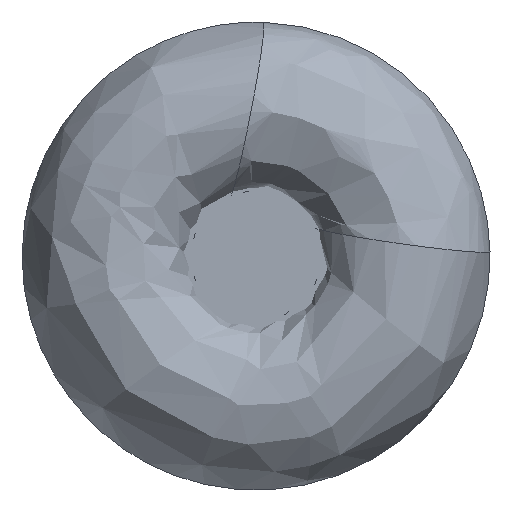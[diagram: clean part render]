
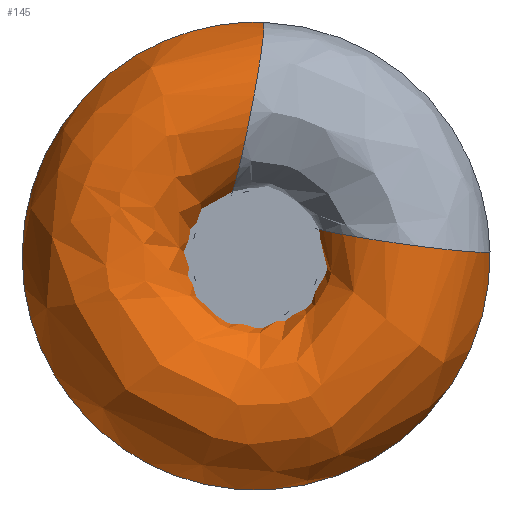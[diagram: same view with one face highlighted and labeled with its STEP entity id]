
A CAD part, left-side view. The second image highlights one B-rep face of the part: STEP entity #145.
In plain terms, the highlighted free-form (B-spline) face has degree [3, 3] with [7, 7] control points.
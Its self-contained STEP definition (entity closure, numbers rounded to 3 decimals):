
#145=ADVANCED_FACE('',(#160,#161),#158,.F.);
#158=(
BOUNDED_SURFACE()
B_SPLINE_SURFACE(3,3,((#341,#342,#343,#344,#345,#346,#347),(#348,#349,#350,
#351,#352,#353,#354),(#355,#356,#357,#358,#359,#360,#361),(#362,#363,#364,
#365,#366,#367,#368),(#369,#370,#371,#372,#373,#374,#375),(#376,#377,#378,
#379,#380,#381,#382),(#383,#384,#385,#386,#387,#388,#389)),
 .UNSPECIFIED.,.T.,.F.,.F.)
B_SPLINE_SURFACE_WITH_KNOTS((1,3,3,3,1),(4,3,4),(-0.5,0.,0.5,1.,1.5),(0.,
0.5,1.),.UNSPECIFIED.)
GEOMETRIC_REPRESENTATION_ITEM()
RATIONAL_B_SPLINE_SURFACE(((1.,0.58,0.58,1.,0.58,
0.58,1.),(0.333,0.193,0.193,
0.333,0.193,0.193,0.333),
(0.333,0.193,0.193,0.333,
0.193,0.193,0.333),(1.,0.58,
0.58,1.,0.58,0.58,1.),(0.333,
0.193,0.193,0.333,0.193,
0.193,0.333),(0.333,0.193,
0.193,0.333,0.193,0.193,
0.333),(1.,0.58,0.58,1.,0.58,
0.58,1.)))
REPRESENTATION_ITEM('')
SURFACE()
);
#160=FACE_BOUND('',#182,.T.);
#161=FACE_BOUND('',#183,.T.);
#182=EDGE_LOOP('',(#206));
#183=EDGE_LOOP('',(#207));
#206=ORIENTED_EDGE('',*,*,#242,.T.);
#207=ORIENTED_EDGE('',*,*,#243,.F.);
#230=VERTEX_POINT('',#338);
#231=VERTEX_POINT('',#340);
#242=EDGE_CURVE('',#230,#230,#254,.T.);
#243=EDGE_CURVE('',#231,#231,#255,.T.);
#254=CIRCLE('',#267,5.);
#255=CIRCLE('',#268,5.);
#267=AXIS2_PLACEMENT_3D('',#337,#291,#292);
#268=AXIS2_PLACEMENT_3D('',#339,#293,#294);
#291=DIRECTION('',(-0.052,0.98,0.19));
#292=DIRECTION('',(0.,-0.19,0.982));
#293=DIRECTION('',(-0.052,-0.139,0.989));
#294=DIRECTION('',(0.,-0.99,-0.139));
#337=CARTESIAN_POINT('',(4.993,0.538,8.084));
#338=CARTESIAN_POINT('',(4.993,-0.412,12.993));
#339=CARTESIAN_POINT('',(4.993,-8.046,0.955));
#340=CARTESIAN_POINT('',(4.993,-12.997,0.259));
#341=CARTESIAN_POINT('',(4.993,-12.997,0.259));
#342=CARTESIAN_POINT('',(4.993,-13.274,-13.604));
#343=CARTESIAN_POINT('',(4.993,-0.501,-19.));
#344=CARTESIAN_POINT('',(4.993,9.246,-9.138));
#345=CARTESIAN_POINT('',(4.993,18.993,0.724));
#346=CARTESIAN_POINT('',(4.993,13.447,13.433));
#347=CARTESIAN_POINT('',(4.993,-0.412,12.993));
#348=CARTESIAN_POINT('',(14.979,-13.07,0.777));
#349=CARTESIAN_POINT('',(14.979,-13.899,-13.163));
#350=CARTESIAN_POINT('',(14.979,-1.259,-19.102));
#351=CARTESIAN_POINT('',(14.979,8.942,-9.564));
#352=CARTESIAN_POINT('',(14.979,19.143,-0.026));
#353=CARTESIAN_POINT('',(14.979,14.067,12.984));
#354=CARTESIAN_POINT('',(14.979,0.102,13.093));
#355=CARTESIAN_POINT('',(14.979,-3.167,2.169));
#356=CARTESIAN_POINT('',(14.979,-5.481,-1.209));
#357=CARTESIAN_POINT('',(14.979,-3.201,-4.61));
#358=CARTESIAN_POINT('',(14.979,0.803,-3.754));
#359=CARTESIAN_POINT('',(14.979,4.807,-2.897));
#360=CARTESIAN_POINT('',(14.979,5.496,1.139));
#361=CARTESIAN_POINT('',(14.979,2.003,3.275));
#362=CARTESIAN_POINT('',(4.993,-3.094,1.651));
#363=CARTESIAN_POINT('',(4.993,-4.855,-1.65));
#364=CARTESIAN_POINT('',(4.993,-2.443,-4.509));
#365=CARTESIAN_POINT('',(4.993,1.107,-3.328));
#366=CARTESIAN_POINT('',(4.993,4.657,-2.147));
#367=CARTESIAN_POINT('',(4.993,4.876,1.587));
#368=CARTESIAN_POINT('',(4.993,1.489,3.176));
#369=CARTESIAN_POINT('',(-4.993,-3.022,1.133));
#370=CARTESIAN_POINT('',(-4.993,-4.23,-2.09));
#371=CARTESIAN_POINT('',(-4.993,-1.684,-4.407));
#372=CARTESIAN_POINT('',(-4.993,1.411,-2.902));
#373=CARTESIAN_POINT('',(-4.993,4.506,-1.397));
#374=CARTESIAN_POINT('',(-4.993,4.256,2.036));
#375=CARTESIAN_POINT('',(-4.993,0.975,3.076));
#376=CARTESIAN_POINT('',(-4.993,-12.924,-0.259));
#377=CARTESIAN_POINT('',(-4.993,-12.648,-14.045));
#378=CARTESIAN_POINT('',(-4.993,0.258,-18.899));
#379=CARTESIAN_POINT('',(-4.993,9.55,-8.712));
#380=CARTESIAN_POINT('',(-4.993,18.843,1.475));
#381=CARTESIAN_POINT('',(-4.993,12.827,13.881));
#382=CARTESIAN_POINT('',(-4.993,-0.926,12.894));
#383=CARTESIAN_POINT('',(4.993,-12.997,0.259));
#384=CARTESIAN_POINT('',(4.993,-13.274,-13.604));
#385=CARTESIAN_POINT('',(4.993,-0.501,-19.));
#386=CARTESIAN_POINT('',(4.993,9.246,-9.138));
#387=CARTESIAN_POINT('',(4.993,18.993,0.724));
#388=CARTESIAN_POINT('',(4.993,13.447,13.433));
#389=CARTESIAN_POINT('',(4.993,-0.412,12.993));
